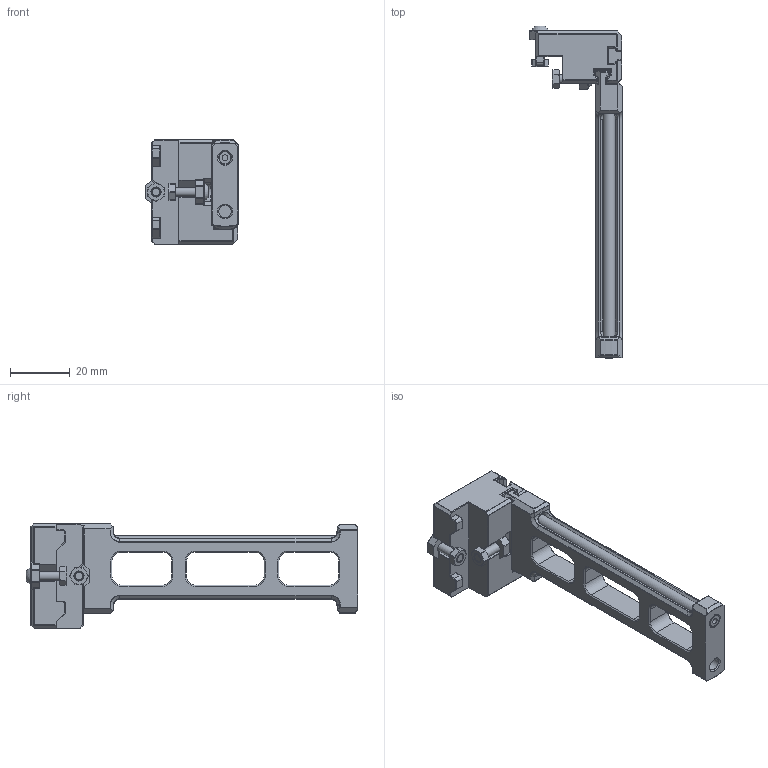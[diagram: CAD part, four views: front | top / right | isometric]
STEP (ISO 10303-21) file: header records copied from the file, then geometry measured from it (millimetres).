
FILE_DESCRIPTION(/* description */ (''),/* implementation_level */ '2;1');
FILE_NAME(/* name */ 'SpoolHolder_Assembly_NoPanelTabs.step',/* time_stamp */ '2025-08-29T19:09:24-07:00',/* author */ (''),/* organization */ (''),/* preprocessor_version */ 'ST-DEVELOPER v20.1',/* originating_system */ 'Autodesk Translation Framework v14.10.0.0',/* authorisation */ '');
FILE_SCHEMA (('AUTOMOTIVE_DESIGN { 1 0 10303 214 3 1 1 }'));
Length unit declared in the file: millimetre
Products named in the file (7): SpoolHolder; Hardware_11; PTFE Tube; M3x12 BHCS_1; M3_Hexnut_1; Spool Holder; MountBase
Assembly tree (8 placements, depth 3):
  SpoolHolder
    Hardware_11
      PTFE Tube
      M3x12 BHCS_1  x2
      M3_Hexnut_1  x2
    Spool Holder
    MountBase
Bounding box: 31.13 x 111.3 x 35 mm (x, y, z)
Volume: 24484.3 mm3; surface area: 14497.1 mm2
Topology: 7 solids, 7 shells, 1038 faces, 2295 edges, 1278 vertices
Faces by surface type: cylinder 367, plane 279, sphere 155, bspline 138, cone 76, torus 23
Full cylindrical faces by diameter (mm): 2 x1, 3 x4, 3.4 x2, 4 x1, 4.2 x2, 5.7 x2
Entity records: 31064 total; most frequent: CARTESIAN_POINT 9238, DIRECTION 4753, ORIENTED_EDGE 4384, EDGE_CURVE 2192, AXIS2_PLACEMENT_3D 1853, VERTEX_POINT 1220, LINE 1047, VECTOR 1047
